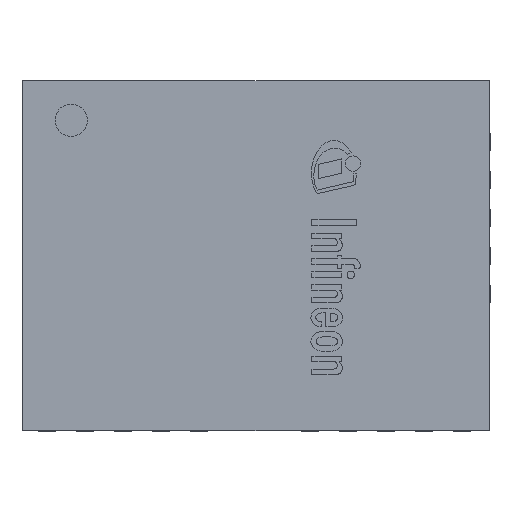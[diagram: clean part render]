
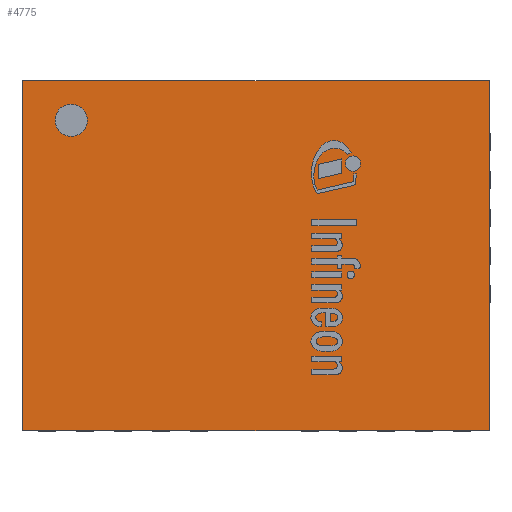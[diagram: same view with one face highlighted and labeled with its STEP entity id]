
A CAD part, top view. The second image highlights one B-rep face of the part: STEP entity #4775.
In plain terms, the highlighted planar face has unit normal (0, 0, 1).
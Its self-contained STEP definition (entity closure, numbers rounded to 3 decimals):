
#141=LINE('',#6689,#739);
#144=LINE('',#6695,#742);
#147=LINE('',#6701,#745);
#150=LINE('',#6705,#748);
#739=VECTOR('',#5439,1.);
#742=VECTOR('',#5444,1.);
#745=VECTOR('',#5449,1.);
#748=VECTOR('',#5454,1.);
#1341=PLANE('',#5109);
#1592=FACE_BOUND('',#1906,.T.);
#1607=FACE_OUTER_BOUND('',#1905,.T.);
#1905=EDGE_LOOP('',(#3408,#3409,#3410,#3411));
#1906=EDGE_LOOP('',(#3412));
#2204=CIRCLE('',#5102,0.275);
#2250=VERTEX_POINT('',#6679);
#2253=VERTEX_POINT('',#6686);
#2254=VERTEX_POINT('',#6688);
#2256=VERTEX_POINT('',#6694);
#2258=VERTEX_POINT('',#6700);
#2706=EDGE_CURVE('',#2250,#2250,#2204,.T.);
#2709=EDGE_CURVE('',#2254,#2253,#141,.T.);
#2712=EDGE_CURVE('',#2256,#2254,#144,.T.);
#2715=EDGE_CURVE('',#2258,#2256,#147,.T.);
#2718=EDGE_CURVE('',#2253,#2258,#150,.T.);
#3408=ORIENTED_EDGE('',*,*,#2718,.T.);
#3409=ORIENTED_EDGE('',*,*,#2715,.T.);
#3410=ORIENTED_EDGE('',*,*,#2712,.T.);
#3411=ORIENTED_EDGE('',*,*,#2709,.T.);
#3412=ORIENTED_EDGE('',*,*,#2706,.T.);
#4775=ADVANCED_FACE('',(#1607,#1592),#1341,.T.);
#5102=AXIS2_PLACEMENT_3D('',#6680,#5431,#5432);
#5109=AXIS2_PLACEMENT_3D('',#6707,#5457,#5458);
#5431=DIRECTION('center_axis',(0.,0.,-1.));
#5432=DIRECTION('ref_axis',(0.,1.,0.));
#5439=DIRECTION('',(1.,0.,0.));
#5444=DIRECTION('',(0.,-1.,0.));
#5449=DIRECTION('',(-1.,0.,0.));
#5454=DIRECTION('',(0.,1.,0.));
#5457=DIRECTION('center_axis',(0.,0.,1.));
#5458=DIRECTION('ref_axis',(0.,-1.,0.));
#6679=CARTESIAN_POINT('',(-3.159,2.044,1.1));
#6680=CARTESIAN_POINT('Origin',(-3.159,2.319,1.1));
#6686=CARTESIAN_POINT('',(3.99,-2.99,1.1));
#6688=CARTESIAN_POINT('',(-3.99,-2.99,1.1));
#6689=CARTESIAN_POINT('',(3.99,-2.99,1.1));
#6694=CARTESIAN_POINT('',(-3.99,2.99,1.1));
#6695=CARTESIAN_POINT('',(-3.99,-2.99,1.1));
#6700=CARTESIAN_POINT('',(3.99,2.99,1.1));
#6701=CARTESIAN_POINT('',(-3.99,2.99,1.1));
#6705=CARTESIAN_POINT('',(3.99,2.99,1.1));
#6707=CARTESIAN_POINT('Origin',(0.,0.,1.1));
